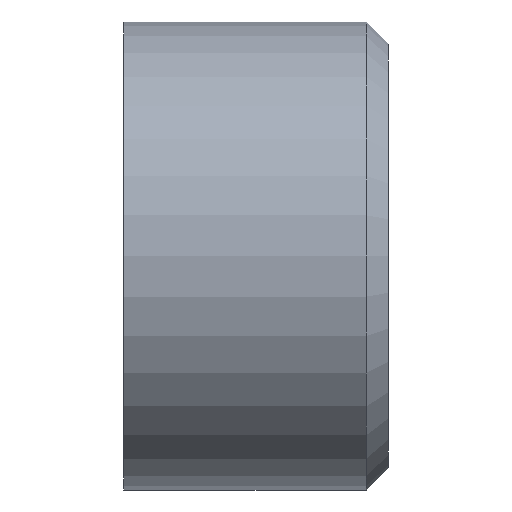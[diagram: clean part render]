
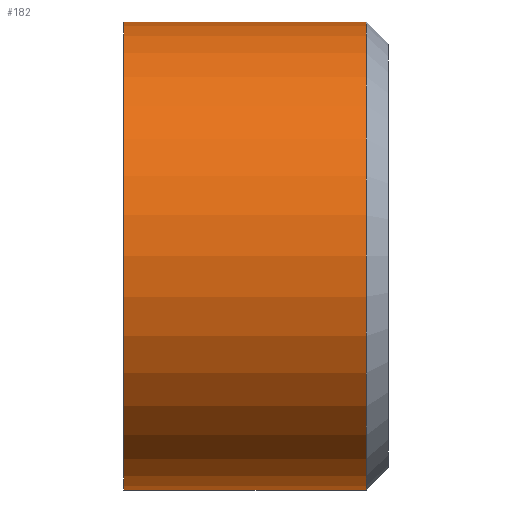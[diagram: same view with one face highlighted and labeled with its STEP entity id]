
A CAD part, left-side view. The second image highlights one B-rep face of the part: STEP entity #182.
In plain terms, the highlighted cylindrical face has radius 5.3 mm (diameter 10.6 mm), a partial arc.
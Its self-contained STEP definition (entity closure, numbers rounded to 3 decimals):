
#2 = LINE ( 'NONE', #23, #80 ) ;
#23 = CARTESIAN_POINT ( 'NONE',  ( 0., 36.057, 5.3 ) ) ;
#29 = AXIS2_PLACEMENT_3D ( 'NONE', #251, #275, #183 ) ;
#50 = EDGE_CURVE ( 'NONE', #237, #226, #263, .T. ) ;
#51 = EDGE_LOOP ( 'NONE', ( #248, #140, #267, #143 ) ) ;
#58 = DIRECTION ( 'NONE',  ( 0., 1., 0. ) ) ;
#63 = DIRECTION ( 'NONE',  ( 0., 1., 0. ) ) ;
#80 = VECTOR ( 'NONE', #63, 1000. ) ;
#96 = VERTEX_POINT ( 'NONE', #180 ) ;
#101 = CARTESIAN_POINT ( 'NONE',  ( 0., 6., 0. ) ) ;
#112 = LINE ( 'NONE', #157, #214 ) ;
#113 = CARTESIAN_POINT ( 'NONE',  ( 0., 36.057, 0. ) ) ;
#140 = ORIENTED_EDGE ( 'NONE', *, *, #291, .T. ) ;
#143 = ORIENTED_EDGE ( 'NONE', *, *, #50, .F. ) ;
#147 = VERTEX_POINT ( 'NONE', #149 ) ;
#149 = CARTESIAN_POINT ( 'NONE',  ( 0., 0.5, -5.3 ) ) ;
#157 = CARTESIAN_POINT ( 'NONE',  ( 0., 36.057, -5.3 ) ) ;
#161 = DIRECTION ( 'NONE',  ( 0., 1., 0. ) ) ;
#173 = EDGE_CURVE ( 'NONE', #147, #237, #112, .T. ) ;
#180 = CARTESIAN_POINT ( 'NONE',  ( 0., 0.5, 5.3 ) ) ;
#182 = ADVANCED_FACE ( 'NONE', ( #233 ), #230, .T. ) ;
#183 = DIRECTION ( 'NONE',  ( 0., 0., -1. ) ) ;
#193 = CIRCLE ( 'NONE', #29, 5.3 ) ;
#196 = DIRECTION ( 'NONE',  ( 0., 0., 1. ) ) ;
#206 = CARTESIAN_POINT ( 'NONE',  ( 0., 6., -5.3 ) ) ;
#207 = EDGE_CURVE ( 'NONE', #96, #226, #2, .T. ) ;
#214 = VECTOR ( 'NONE', #161, 1000. ) ;
#226 = VERTEX_POINT ( 'NONE', #231 ) ;
#228 = DIRECTION ( 'NONE',  ( 0., 0., 1. ) ) ;
#230 = CYLINDRICAL_SURFACE ( 'NONE', #268, 5.3 ) ;
#231 = CARTESIAN_POINT ( 'NONE',  ( 0., 6., 5.3 ) ) ;
#233 = FACE_OUTER_BOUND ( 'NONE', #51, .T. ) ;
#237 = VERTEX_POINT ( 'NONE', #206 ) ;
#248 = ORIENTED_EDGE ( 'NONE', *, *, #173, .F. ) ;
#251 = CARTESIAN_POINT ( 'NONE',  ( 0., 0.5, 0. ) ) ;
#252 = DIRECTION ( 'NONE',  ( 0., 1., 0. ) ) ;
#263 = CIRCLE ( 'NONE', #288, 5.3 ) ;
#267 = ORIENTED_EDGE ( 'NONE', *, *, #207, .T. ) ;
#268 = AXIS2_PLACEMENT_3D ( 'NONE', #113, #252, #228 ) ;
#275 = DIRECTION ( 'NONE',  ( 0., 1., 0. ) ) ;
#288 = AXIS2_PLACEMENT_3D ( 'NONE', #101, #58, #196 ) ;
#291 = EDGE_CURVE ( 'NONE', #147, #96, #193, .T. ) ;
